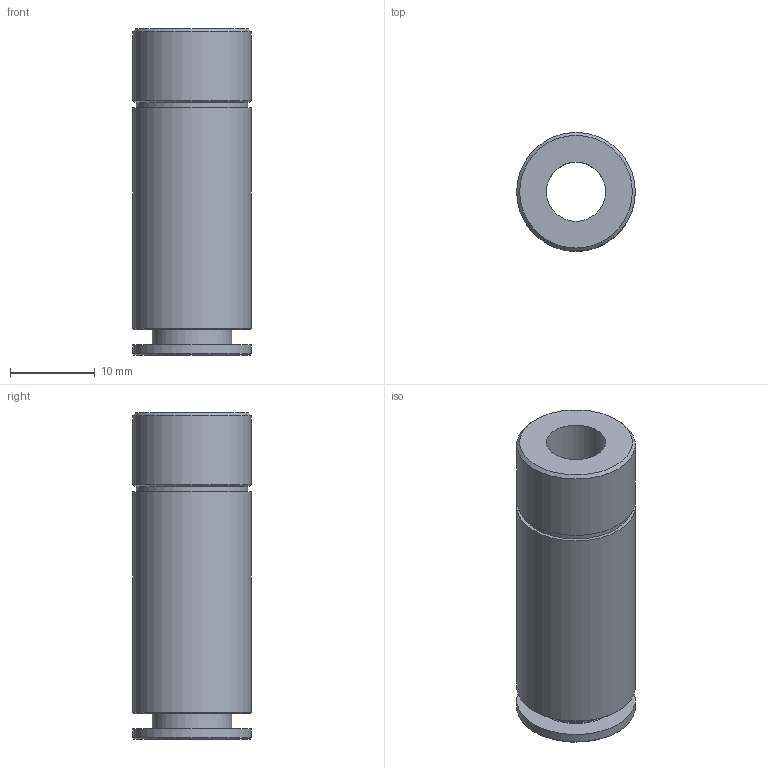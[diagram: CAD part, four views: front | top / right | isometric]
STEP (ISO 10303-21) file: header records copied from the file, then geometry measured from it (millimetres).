
FILE_DESCRIPTION(/* description */ ('STEP AP214'),/* implementation_level */ '2;1');
FILE_NAME(/* name */ '570458_NPQM-D-Q8-S14-P10',/* time_stamp */ '2024-09-13T06:20:48+02:00',/* author */ ('License CC BY-ND 4.0'),/* organization */ ('CADENAS'),/* preprocessor_version */ 'ST-DEVELOPER v19.3',/* originating_system */ 'PARTsolutions',/* authorisation */ ' ');
FILE_SCHEMA (('AUTOMOTIVE_DESIGN {1 0 10303 214 3 1 1}'));
Length unit declared in the file: millimetre
Products named in the file (1): 570458 NPQM-D-Q8-S14-P10
Bounding box: 14 x 14 x 38.5 mm (x, y, z)
Volume: 4087.3 mm3; surface area: 2968.2 mm2
Topology: 1 solids, 1 shells, 19 faces, 32 edges, 19 vertices
Faces by surface type: cylinder 7, cone 6, plane 6
Full cylindrical faces by diameter (mm): 7 x1, 8 x1, 9.4 x1, 13.2 x1, 14 x3
Entity records: 418 total; most frequent: DIRECTION 78, CARTESIAN_POINT 58, AXIS2_PLACEMENT_3D 39, ORIENTED_EDGE 38, EDGE_LOOP 38, FACE_BOUND 38, EDGE_CURVE 19, VERTEX_POINT 19
